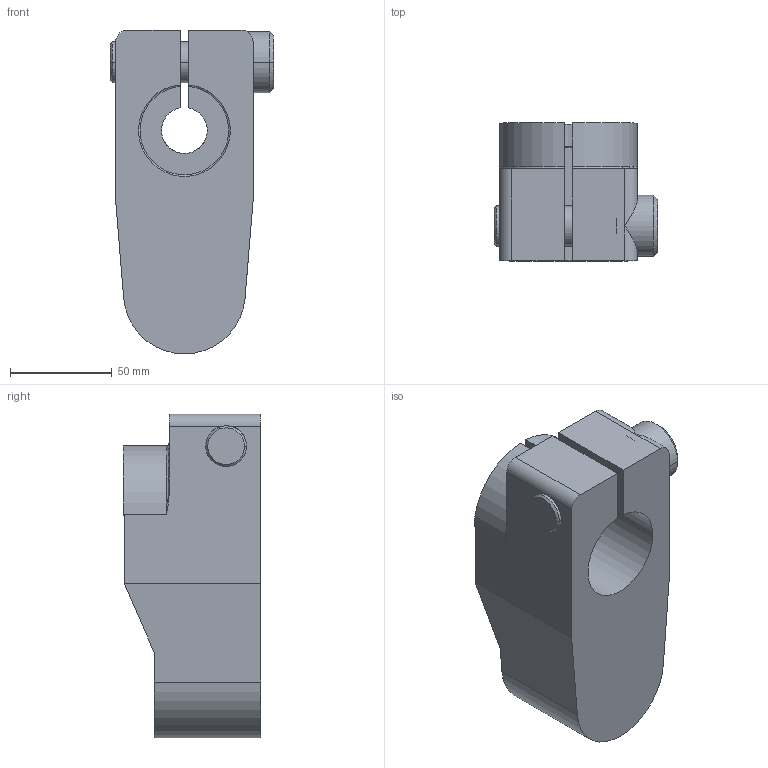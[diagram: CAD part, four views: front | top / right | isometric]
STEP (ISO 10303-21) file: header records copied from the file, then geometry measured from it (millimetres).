
FILE_DESCRIPTION((''),'2;1');
FILE_NAME('ILCML9148000','2013-07-10T',('QAM'),(''),'PRO/ENGINEER BY PARAMETRIC TECHNOLOGY CORPORATION, 2007460','PRO/ENGINEER BY PARAMETRIC TECHNOLOGY CORPORATION, 2007460','');
FILE_SCHEMA(('AUTOMOTIVE_DESIGN_CC2 { 1 2 10303 214 -1 1 5 2 }'));
Length unit declared in the file: millimetre
Products named in the file (1): ILCML9148000
Bounding box: 80 x 67.5 x 158.8 mm (x, y, z)
Volume: 491464.7 mm3; surface area: 61957.8 mm2
Topology: 1 solids, 2 shells, 57 faces, 147 edges, 95 vertices
Faces by surface type: plane 28, cylinder 22, cone 4, torus 3
Entity records: 2381 total; most frequent: CARTESIAN_POINT 376, DIRECTION 303, ORIENTED_EDGE 290, PRESENTATION_STYLE_ASSIGNMENT 149, STYLED_ITEM 149, CURVE_STYLE 147, EDGE_CURVE 147, AXIS2_PLACEMENT_3D 109
